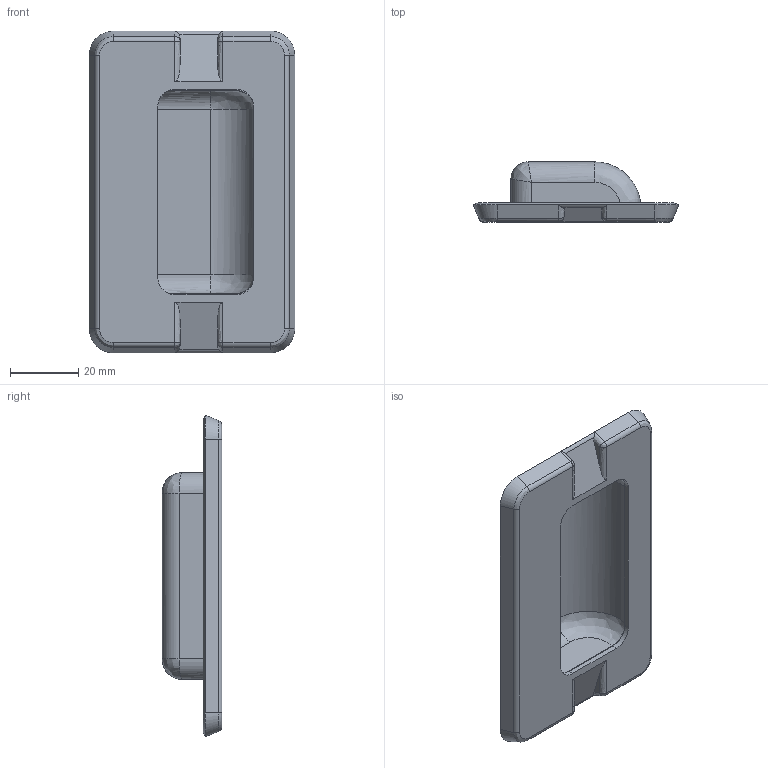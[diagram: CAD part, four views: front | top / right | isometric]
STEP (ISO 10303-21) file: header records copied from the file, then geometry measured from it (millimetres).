
FILE_DESCRIPTION((''),'2;1');
FILE_NAME('','2005-10-12T11:47:36',(''),(''),'','CADfix','');
FILE_SCHEMA(('AUTOMOTIVE_DESIGN'));
Length unit declared in the file: millimetre
Products named in the file (4): nut; cover; base; THA_425_3N_29153_36
Assembly tree (6 placements, depth 2):
  THA_425_3N_29153_36
    nut  x4
    cover
    base
Bounding box: 60 x 17.5 x 94 mm (x, y, z)
Volume: 10822.3 mm3; surface area: 25066.2 mm2
Topology: 6 solids, 6 shells, 442 faces, 1126 edges, 704 vertices
Faces by surface type: bspline 442
Entity records: 16816 total; most frequent: CARTESIAN_POINT 11658, ORIENTED_EDGE 1774, EDGE_CURVE 887, VERTEX_POINT 542, QUASI_UNIFORM_CURVE 429, EDGE_LOOP 383, FACE_OUTER_BOUND 361, ADVANCED_FACE 361
